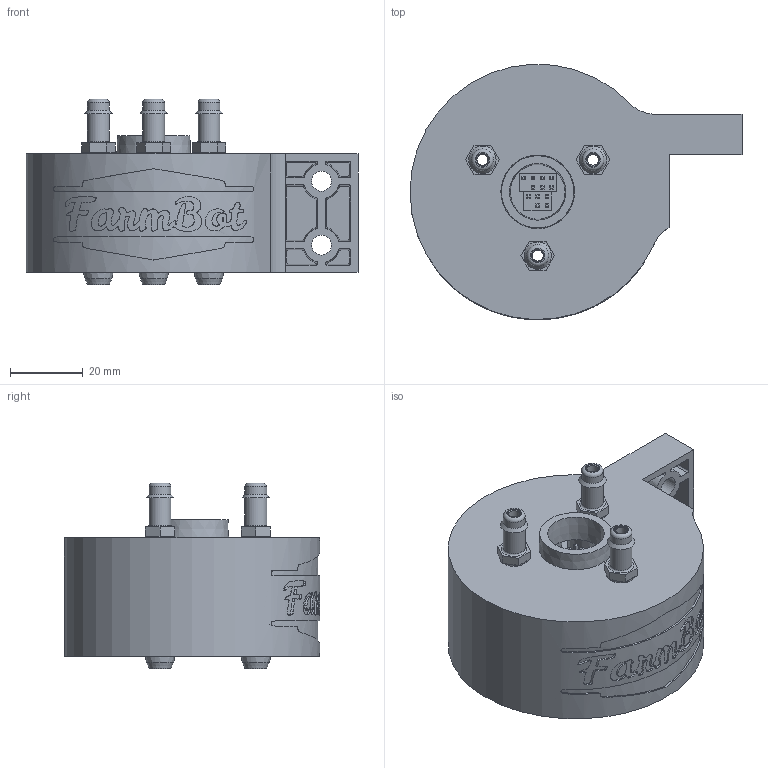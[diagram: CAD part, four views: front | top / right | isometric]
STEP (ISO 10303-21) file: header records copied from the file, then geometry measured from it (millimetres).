
FILE_DESCRIPTION( ( '' ), ' ' );
FILE_NAME( '5ebccc64825d8a15a968e833.step', '2020-05-14T04:43:17', ( '' ), ( '' ), ' ', ' ', ' ' );
FILE_SCHEMA( ( 'AUTOMOTIVE_DESIGN { 1 0 10303 214 1 1 1 1 }' ) );
Length unit declared in the file: metre
Products named in the file (15): UTM PCB <1>; jam nut; large pogo; PCB; PCB Top; PCB Bottom; 2x4 Pin Header; 2x3 Pin Header; Assem1; M5 Barb; Ring Magnet; Socket button head screw ISO 7380; O-Ring (7.5mm ID, modeled as 8mm); M5 Brass Insert; UTM
Assembly tree (57 placements, depth 3):
  Assem1
    M5 Barb  x3
    Ring Magnet  x3
    Socket button head screw ISO 7380  x3
    O-Ring (7.5mm ID, modeled as 8mm)  x3
    M5 Brass Insert  x2
    UTM
    UTM PCB <1>
      jam nut  x24
      large pogo  x12
      PCB
      PCB Top
      PCB Bottom
      2x4 Pin Header
      2x3 Pin Header
Bounding box: 91 x 69.96 x 50.88 mm (x, y, z)
Volume: 64288.6 mm3; surface area: 51619.4 mm2
Topology: 56 solids, 56 shells, 1139 faces, 2714 edges, 1763 vertices
Faces by surface type: plane 651, cylinder 192, extrusion 173, torus 59, cone 42, bspline 19, sphere 3
Full cylindrical faces by diameter (mm): 3 x39, 3.25 x24, 4.6 x12, 5 x41, 5.5 x11, 5.8 x12, 6 x6, 7.5 x2, 8 x6, 10 x3, 14 x2, 15 x6, 62 x1
Entity records: 30967 total; most frequent: CARTESIAN_POINT 9261, ORIENTED_EDGE 3256, DIRECTION 2910, EDGE_CURVE 1628, VERTEX_POINT 1130, AXIS2_PLACEMENT_3D 976, VECTOR 958, EDGE_LOOP 950
